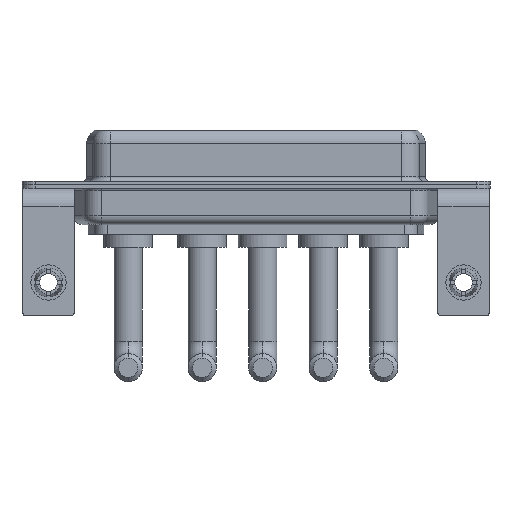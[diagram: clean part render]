
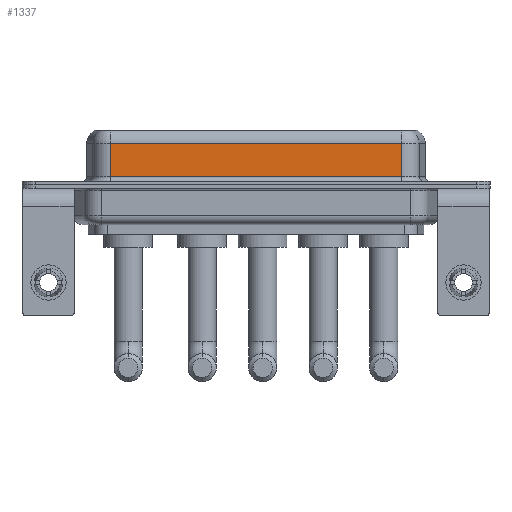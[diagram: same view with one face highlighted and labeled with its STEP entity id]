
A CAD part, front view. The second image highlights one B-rep face of the part: STEP entity #1337.
In plain terms, the highlighted planar face has unit normal (0, -1, 0).
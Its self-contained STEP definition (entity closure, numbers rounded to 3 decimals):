
#881 = EDGE_CURVE ( 'NONE', #6499, #10112, #9123, .T. ) ;
#1210 = VERTEX_POINT ( 'NONE', #4285 ) ;
#1337 = ADVANCED_FACE ( 'NONE', ( #7798 ), #12441, .F. ) ;
#2081 = VECTOR ( 'NONE', #4554, 1000. ) ;
#2082 = ORIENTED_EDGE ( 'NONE', *, *, #11283, .T. ) ;
#2456 = DIRECTION ( 'NONE',  ( 0., 0., 1. ) ) ;
#3130 = AXIS2_PLACEMENT_3D ( 'NONE', #4591, #12900, #2456 ) ;
#4285 = CARTESIAN_POINT ( 'NONE',  ( 7.013, -3.95, 4.65 ) ) ;
#4554 = DIRECTION ( 'NONE',  ( 0., 0., -1. ) ) ;
#4591 = CARTESIAN_POINT ( 'NONE',  ( 40.037, -3.95, 6.4 ) ) ;
#5467 = CARTESIAN_POINT ( 'NONE',  ( 40.037, -3.95, 0.9 ) ) ;
#5706 = LINE ( 'NONE', #12629, #2081 ) ;
#6140 = DIRECTION ( 'NONE',  ( -1., 0., 0. ) ) ;
#6499 = VERTEX_POINT ( 'NONE', #11566 ) ;
#7164 = EDGE_LOOP ( 'NONE', ( #14686, #2082, #11976, #8820 ) ) ;
#7504 = CARTESIAN_POINT ( 'NONE',  ( 40.037, -3.95, 0.9 ) ) ;
#7768 = LINE ( 'NONE', #13701, #10142 ) ;
#7798 = FACE_OUTER_BOUND ( 'NONE', #7164, .T. ) ;
#8820 = ORIENTED_EDGE ( 'NONE', *, *, #881, .T. ) ;
#9123 = LINE ( 'NONE', #5467, #10543 ) ;
#9167 = EDGE_CURVE ( 'NONE', #12727, #10112, #7768, .T. ) ;
#9354 = EDGE_CURVE ( 'NONE', #1210, #6499, #5706, .T. ) ;
#9662 = LINE ( 'NONE', #14225, #13891 ) ;
#10112 = VERTEX_POINT ( 'NONE', #7504 ) ;
#10142 = VECTOR ( 'NONE', #12484, 1000. ) ;
#10543 = VECTOR ( 'NONE', #13681, 1000. ) ;
#11283 = EDGE_CURVE ( 'NONE', #12727, #1210, #9662, .T. ) ;
#11353 = CARTESIAN_POINT ( 'NONE',  ( 40.037, -3.95, 4.65 ) ) ;
#11566 = CARTESIAN_POINT ( 'NONE',  ( 7.013, -3.95, 0.9 ) ) ;
#11976 = ORIENTED_EDGE ( 'NONE', *, *, #9354, .T. ) ;
#12441 = PLANE ( 'NONE',  #3130 ) ;
#12484 = DIRECTION ( 'NONE',  ( 0., 0., -1. ) ) ;
#12629 = CARTESIAN_POINT ( 'NONE',  ( 7.013, -3.95, 6.4 ) ) ;
#12727 = VERTEX_POINT ( 'NONE', #11353 ) ;
#12900 = DIRECTION ( 'NONE',  ( 0., 1., 0. ) ) ;
#13681 = DIRECTION ( 'NONE',  ( 1., 0., 0. ) ) ;
#13701 = CARTESIAN_POINT ( 'NONE',  ( 40.037, -3.95, 6.4 ) ) ;
#13891 = VECTOR ( 'NONE', #6140, 1000. ) ;
#14225 = CARTESIAN_POINT ( 'NONE',  ( 40.037, -3.95, 4.65 ) ) ;
#14686 = ORIENTED_EDGE ( 'NONE', *, *, #9167, .F. ) ;
